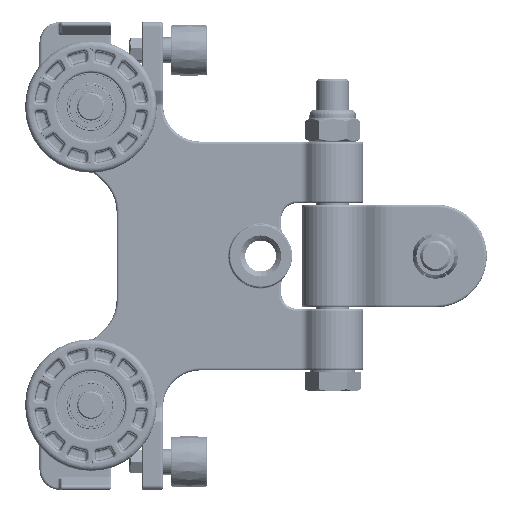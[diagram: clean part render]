
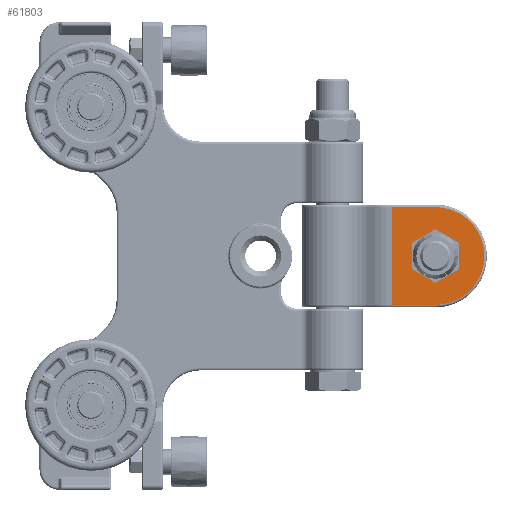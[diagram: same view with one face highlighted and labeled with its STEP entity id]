
A CAD part, left-side view. The second image highlights one B-rep face of the part: STEP entity #61803.
In plain terms, the highlighted planar face has unit normal (-1, 0, 0).
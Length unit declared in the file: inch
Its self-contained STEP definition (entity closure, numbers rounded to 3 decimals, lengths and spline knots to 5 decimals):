
#60829=CARTESIAN_POINT('',(-0.9375,-2.5,1.64063));
#60830=VERTEX_POINT('',#60829);
#60831=CARTESIAN_POINT('',(-0.9375,-2.5,1.25));
#60832=DIRECTION('',(1.0,0.0,0.0));
#60833=DIRECTION('',(0.0,0.0,-1.0));
#60834=AXIS2_PLACEMENT_3D('',#60831,#60832,#60833);
#60835=CIRCLE('',#60834,0.39063);
#60836=EDGE_CURVE('',#60830,#60830,#60835,.T.);
#61269=CARTESIAN_POINT('',(-0.9375,-1.4375,2.4375));
#61270=VERTEX_POINT('',#61269);
#61313=CARTESIAN_POINT('',(-0.9375,-2.5,2.4375));
#61314=VERTEX_POINT('',#61313);
#61329=CARTESIAN_POINT('',(-0.9375,-1.4375,2.4375));
#61330=DIRECTION('',(0.0,-1.0,0.0));
#61331=VECTOR('',#61330,1.0625);
#61332=LINE('',#61329,#61331);
#61333=EDGE_CURVE('',#61270,#61314,#61332,.T.);
#61377=CARTESIAN_POINT('',(-0.9375,-2.5,0.0625));
#61378=VERTEX_POINT('',#61377);
#61388=CARTESIAN_POINT('',(-0.9375,-2.5,1.25));
#61389=DIRECTION('',(1.0,0.0,0.0));
#61390=DIRECTION('',(0.0,-1.0,0.0));
#61391=AXIS2_PLACEMENT_3D('',#61388,#61389,#61390);
#61392=CIRCLE('',#61391,1.1875);
#61393=EDGE_CURVE('',#61314,#61378,#61392,.T.);
#61437=CARTESIAN_POINT('',(-0.9375,-1.4375,0.0625));
#61438=VERTEX_POINT('',#61437);
#61448=CARTESIAN_POINT('',(-0.9375,-2.5,0.0625));
#61449=DIRECTION('',(0.0,1.0,0.0));
#61450=VECTOR('',#61449,1.0625);
#61451=LINE('',#61448,#61450);
#61452=EDGE_CURVE('',#61378,#61438,#61451,.T.);
#61784=CARTESIAN_POINT('',(-0.9375,-3.75,0.0));
#61785=DIRECTION('',(-1.0,0.0,0.0));
#61786=DIRECTION('',(0.0,0.0,1.0));
#61787=AXIS2_PLACEMENT_3D('',#61784,#61785,#61786);
#61788=PLANE('',#61787);
#61789=ORIENTED_EDGE('',*,*,#61452,.F.);
#61790=ORIENTED_EDGE('',*,*,#61393,.F.);
#61791=ORIENTED_EDGE('',*,*,#61333,.F.);
#61792=CARTESIAN_POINT('',(-0.9375,-1.4375,0.0625));
#61793=DIRECTION('',(0.0,0.0,1.0));
#61794=VECTOR('',#61793,2.375);
#61795=LINE('',#61792,#61794);
#61796=EDGE_CURVE('',#61438,#61270,#61795,.T.);
#61797=ORIENTED_EDGE('',*,*,#61796,.F.);
#61798=EDGE_LOOP('',(#61789,#61790,#61791,#61797));
#61799=FACE_OUTER_BOUND('',#61798,.T.);
#61800=ORIENTED_EDGE('',*,*,#60836,.T.);
#61801=EDGE_LOOP('',(#61800));
#61802=FACE_BOUND('',#61801,.T.);
#61803=ADVANCED_FACE('',(#61799,#61802),#61788,.T.);
